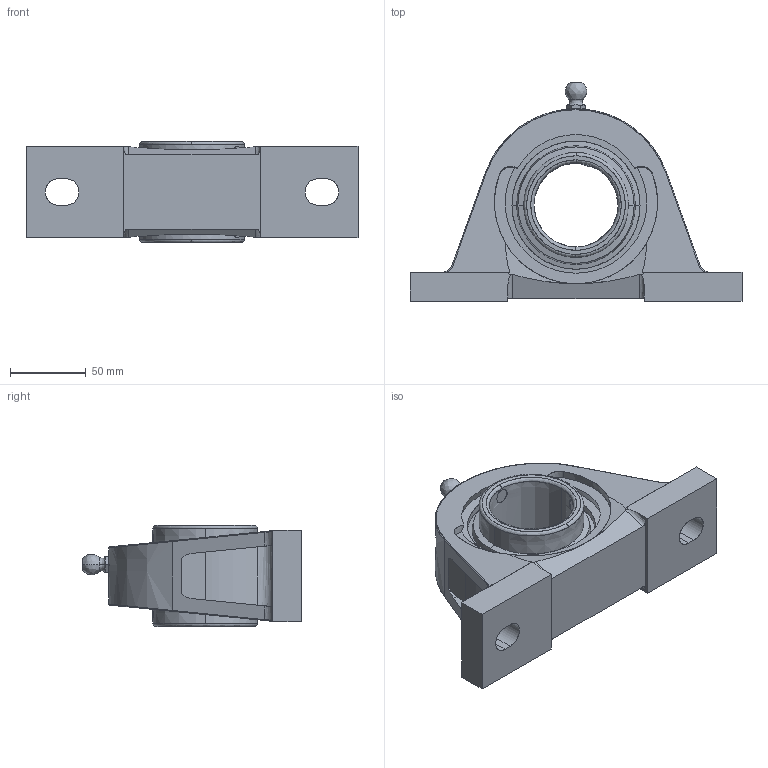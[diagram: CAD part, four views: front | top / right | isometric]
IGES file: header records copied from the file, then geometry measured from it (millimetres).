
Start section: SolidWorks IGES file using analytic representation for surfaces
Global section: file name: NPDEFAU03251626167055.igs; native system: SolidWorks 2011; preprocessor: SolidWorks 2011; author: partstream; date: 110325.162614; units: millimetre
Bounding box: 219.07 x 144.41 x 66.67 mm (x, y, z)
Surface area: 99020 mm2 (no closed solid volume)
Topology: 0 solids, 0 shells, 154 faces, 3158 edges, 3158 vertices
Faces by surface type: revolution 79, bspline 75
